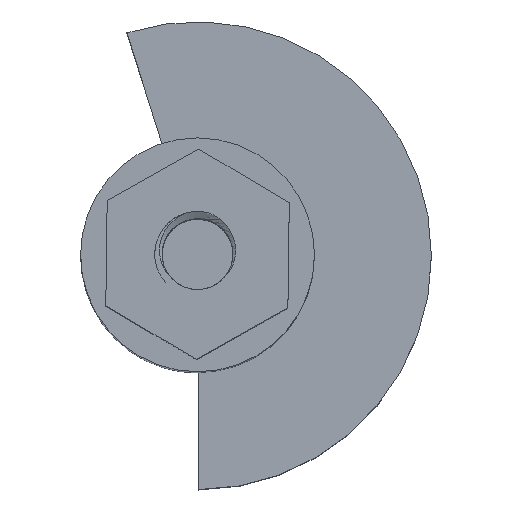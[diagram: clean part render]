
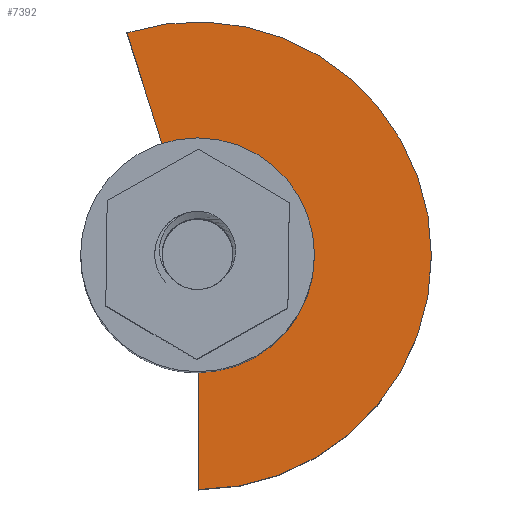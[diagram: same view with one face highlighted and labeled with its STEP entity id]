
A CAD part, top view. The second image highlights one B-rep face of the part: STEP entity #7392.
In plain terms, the highlighted planar face has unit normal (0, 0, 1).
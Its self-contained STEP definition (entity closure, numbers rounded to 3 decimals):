
#168 = CARTESIAN_POINT ( 'NONE',  ( 0.065, -14., 0. ) ) ;
#189 = DIRECTION ( 'NONE',  ( 1., 0., 0. ) ) ;
#292 = EDGE_CURVE ( 'NONE', #6218, #8528, #7397, .T. ) ;
#461 = VERTEX_POINT ( 'NONE', #11559 ) ;
#922 = ORIENTED_EDGE ( 'NONE', *, *, #292, .F. ) ;
#1150 = DIRECTION ( 'NONE',  ( 1., 0., 0. ) ) ;
#1518 = ORIENTED_EDGE ( 'NONE', *, *, #10645, .T. ) ;
#2096 = DIRECTION ( 'NONE',  ( 0., -1., 0. ) ) ;
#2610 = LINE ( 'NONE', #8849, #9153 ) ;
#2624 = VECTOR ( 'NONE', #2096, 1000. ) ;
#2906 = EDGE_CURVE ( 'NONE', #461, #6218, #7087, .T. ) ;
#3080 = CIRCLE ( 'NONE', #7912, 14. ) ;
#3766 = EDGE_LOOP ( 'NONE', ( #8465, #7728, #1518, #9265, #7472, #922 ) ) ;
#4885 = CARTESIAN_POINT ( 'NONE',  ( 14., 0., 0. ) ) ;
#5122 = VERTEX_POINT ( 'NONE', #9014 ) ;
#5748 = DIRECTION ( 'NONE',  ( 0., 0., 1. ) ) ;
#6068 = VERTEX_POINT ( 'NONE', #4885 ) ;
#6218 = VERTEX_POINT ( 'NONE', #7915 ) ;
#6623 = CARTESIAN_POINT ( 'NONE',  ( 0., 0., 0. ) ) ;
#6988 = DIRECTION ( 'NONE',  ( 0., 0., 1. ) ) ;
#7071 = EDGE_CURVE ( 'NONE', #6068, #5122, #11627, .T. ) ;
#7082 = CARTESIAN_POINT ( 'NONE',  ( -2.114, 6.673, 0. ) ) ;
#7087 = CIRCLE ( 'NONE', #7444, 7. ) ;
#7392 = ADVANCED_FACE ( 'NONE', ( #8734 ), #11879, .T. ) ;
#7397 = CIRCLE ( 'NONE', #8955, 7. ) ;
#7444 = AXIS2_PLACEMENT_3D ( 'NONE', #9598, #5748, #12487 ) ;
#7472 = ORIENTED_EDGE ( 'NONE', *, *, #12421, .T. ) ;
#7596 = DIRECTION ( 'NONE',  ( 1., 0., 0. ) ) ;
#7676 = DIRECTION ( 'NONE',  ( 0., 0., 1. ) ) ;
#7728 = ORIENTED_EDGE ( 'NONE', *, *, #8307, .T. ) ;
#7912 = AXIS2_PLACEMENT_3D ( 'NONE', #11665, #7676, #7596 ) ;
#7915 = CARTESIAN_POINT ( 'NONE',  ( 7., 0., 0. ) ) ;
#8307 = EDGE_CURVE ( 'NONE', #461, #12423, #10072, .T. ) ;
#8465 = ORIENTED_EDGE ( 'NONE', *, *, #2906, .F. ) ;
#8528 = VERTEX_POINT ( 'NONE', #7082 ) ;
#8734 = FACE_OUTER_BOUND ( 'NONE', #3766, .T. ) ;
#8808 = DIRECTION ( 'NONE',  ( 0.302, -0.953, 0. ) ) ;
#8849 = CARTESIAN_POINT ( 'NONE',  ( 0.065, -0.205, 0. ) ) ;
#8955 = AXIS2_PLACEMENT_3D ( 'NONE', #10787, #6988, #1150 ) ;
#8993 = CARTESIAN_POINT ( 'NONE',  ( 0., 0., 0. ) ) ;
#9014 = CARTESIAN_POINT ( 'NONE',  ( -4.228, 13.346, 0. ) ) ;
#9153 = VECTOR ( 'NONE', #8808, 1000. ) ;
#9265 = ORIENTED_EDGE ( 'NONE', *, *, #7071, .T. ) ;
#9494 = DIRECTION ( 'NONE',  ( 1., 0., 0. ) ) ;
#9577 = DIRECTION ( 'NONE',  ( 0., 0., 1. ) ) ;
#9598 = CARTESIAN_POINT ( 'NONE',  ( 0., 0., 0. ) ) ;
#9923 = DIRECTION ( 'NONE',  ( 0., 0., 1. ) ) ;
#10027 = AXIS2_PLACEMENT_3D ( 'NONE', #8993, #9923, #189 ) ;
#10072 = LINE ( 'NONE', #11666, #2624 ) ;
#10645 = EDGE_CURVE ( 'NONE', #12423, #6068, #3080, .T. ) ;
#10787 = CARTESIAN_POINT ( 'NONE',  ( 0., 0., 0. ) ) ;
#11559 = CARTESIAN_POINT ( 'NONE',  ( 0.065, -7., 0. ) ) ;
#11627 = CIRCLE ( 'NONE', #12005, 14. ) ;
#11665 = CARTESIAN_POINT ( 'NONE',  ( 0., 0., 0. ) ) ;
#11666 = CARTESIAN_POINT ( 'NONE',  ( 0.065, -0.205, 0. ) ) ;
#11879 = PLANE ( 'NONE',  #10027 ) ;
#12005 = AXIS2_PLACEMENT_3D ( 'NONE', #6623, #9577, #9494 ) ;
#12421 = EDGE_CURVE ( 'NONE', #5122, #8528, #2610, .T. ) ;
#12423 = VERTEX_POINT ( 'NONE', #168 ) ;
#12487 = DIRECTION ( 'NONE',  ( 1., 0., 0. ) ) ;
